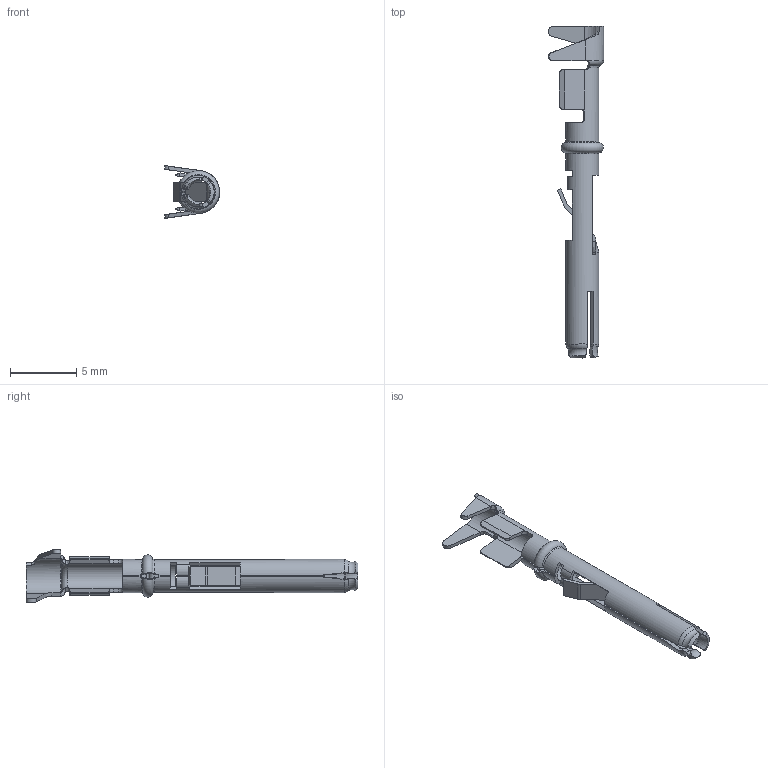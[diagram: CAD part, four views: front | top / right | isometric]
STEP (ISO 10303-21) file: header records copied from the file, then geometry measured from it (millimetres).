
FILE_DESCRIPTION((''),'2;1');
FILE_NAME('CDSF-1_5P','2017-05-27T',('tl.yang'),(''),'PRO/ENGINEER BY PARAMETRIC TECHNOLOGY CORPORATION, 2011500','PRO/ENGINEER BY PARAMETRIC TECHNOLOGY CORPORATION, 2011500','');
FILE_SCHEMA(('CONFIG_CONTROL_DESIGN'));
Length unit declared in the file: millimetre
Products named in the file (1): CDSF-1_5P
Bounding box: 4.19 x 25.1 x 3.99 mm (x, y, z)
Volume: 41.5 mm3; surface area: 335.2 mm2
Topology: 1 solids, 1 shells, 177 faces, 467 edges, 292 vertices
Faces by surface type: plane 88, bspline 39, cylinder 25, torus 22, cone 3
Entity records: 7078 total; most frequent: CARTESIAN_POINT 2917, ORIENTED_EDGE 934, DIRECTION 765, EDGE_CURVE 467, VERTEX_POINT 292, AXIS2_PLACEMENT_3D 277, VECTOR 211, LINE 211
